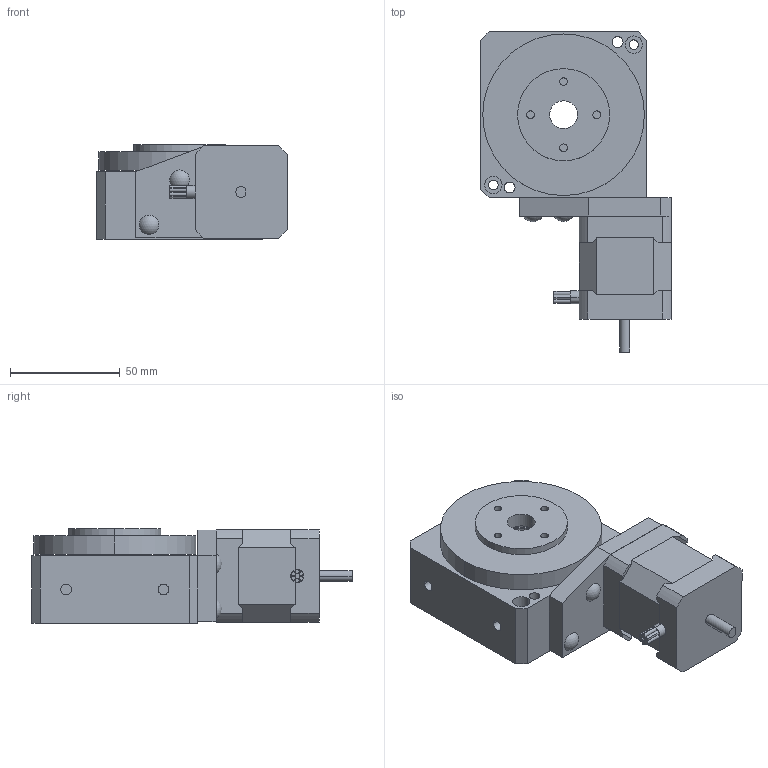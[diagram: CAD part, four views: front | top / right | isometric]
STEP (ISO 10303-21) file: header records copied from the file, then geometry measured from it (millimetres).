
FILE_DESCRIPTION(/* description */ ('Alibre Inc.'),/* implementation_level */ '2;1');
FILE_NAME(/* name */ 'export0',/* time_stamp */ '2014-02-24T16:04:03-05:00',/* author */ (''),/* organization */ (''),/* preprocessor_version */ 'ST-DEVELOPER v14',/* originating_system */ 'Alibre',/* authorisation */ '');
FILE_SCHEMA (('AUTOMOTIVE_DESIGN'));
Products named in the file (4): Moterized2
Bounding box: 86.87 x 145.95 x 43.18 mm (x, y, z)
Volume: 294650.7 mm3; surface area: 52804.6 mm2
Topology: 3 solids, 3 shells, 202 faces, 484 edges, 313 vertices
Faces by surface type: cylinder 98, plane 86, cone 16, sphere 2
Entity records: 5535 total; most frequent: ORIENTED_EDGE 952, CARTESIAN_POINT 885, DIRECTION 820, EDGE_CURVE 476, AXIS2_PLACEMENT_3D 324, VERTEX_POINT 313, EDGE_LOOP 261, FACE_BOUND 261
